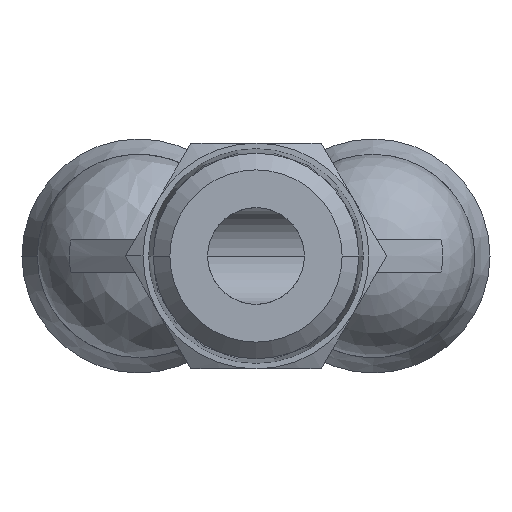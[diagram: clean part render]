
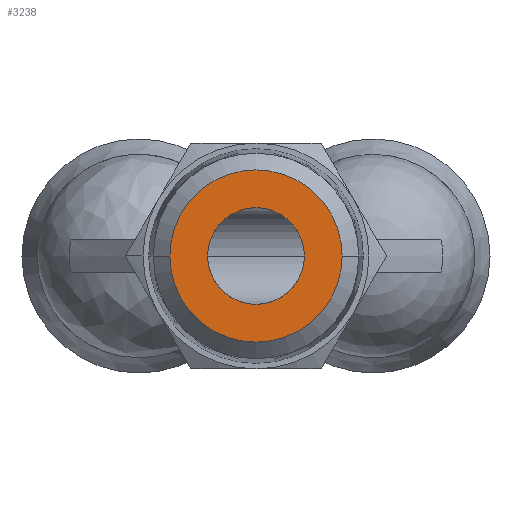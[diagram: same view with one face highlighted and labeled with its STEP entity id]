
A CAD part, front view. The second image highlights one B-rep face of the part: STEP entity #3238.
In plain terms, the highlighted planar face has unit normal (0, -1, 0).
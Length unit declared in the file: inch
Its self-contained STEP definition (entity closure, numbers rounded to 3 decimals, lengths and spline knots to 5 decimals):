
#49 = PLANE ( 'NONE',  #3249 ) ;
#198 = CIRCLE ( 'NONE', #732, 0.11811 ) ;
#277 = CARTESIAN_POINT ( 'NONE',  ( 0.21014, -0.62992, 0. ) ) ;
#608 = EDGE_CURVE ( 'NONE', #947, #2304, #198, .T. ) ;
#706 = ORIENTED_EDGE ( 'NONE', *, *, #608, .T. ) ;
#708 = CARTESIAN_POINT ( 'NONE',  ( 0.11811, -0.62992, 0. ) ) ;
#732 = AXIS2_PLACEMENT_3D ( 'NONE', #2745, #2547, #2522 ) ;
#861 = ORIENTED_EDGE ( 'NONE', *, *, #1101, .T. ) ;
#937 = CARTESIAN_POINT ( 'NONE',  ( 0., -0.62992, 0. ) ) ;
#947 = VERTEX_POINT ( 'NONE', #708 ) ;
#973 = CARTESIAN_POINT ( 'NONE',  ( 0., -0.62992, 0. ) ) ;
#1101 = EDGE_CURVE ( 'NONE', #1224, #2117, #3277, .T. ) ;
#1133 = AXIS2_PLACEMENT_3D ( 'NONE', #973, #2901, #1244 ) ;
#1199 = DIRECTION ( 'NONE',  ( -1., 0., 0. ) ) ;
#1224 = VERTEX_POINT ( 'NONE', #277 ) ;
#1244 = DIRECTION ( 'NONE',  ( -1., 0., 0. ) ) ;
#1326 = DIRECTION ( 'NONE',  ( 0., 1., 0. ) ) ;
#1403 = AXIS2_PLACEMENT_3D ( 'NONE', #937, #2859, #1199 ) ;
#1509 = FACE_OUTER_BOUND ( 'NONE', #2062, .T. ) ;
#1546 = FACE_BOUND ( 'NONE', #2207, .T. ) ;
#1560 = CARTESIAN_POINT ( 'NONE',  ( -0.11811, -0.62992, 0. ) ) ;
#1602 = CIRCLE ( 'NONE', #2575, 0.11811 ) ;
#1721 = ORIENTED_EDGE ( 'NONE', *, *, #3205, .T. ) ;
#1917 = DIRECTION ( 'NONE',  ( 1., 0., 0. ) ) ;
#2062 = EDGE_LOOP ( 'NONE', ( #2472, #861 ) ) ;
#2106 = EDGE_CURVE ( 'NONE', #2117, #1224, #2441, .T. ) ;
#2117 = VERTEX_POINT ( 'NONE', #3335 ) ;
#2207 = EDGE_LOOP ( 'NONE', ( #1721, #706 ) ) ;
#2304 = VERTEX_POINT ( 'NONE', #1560 ) ;
#2441 = CIRCLE ( 'NONE', #1403, 0.21014 ) ;
#2471 = DIRECTION ( 'NONE',  ( 0., -1., 0. ) ) ;
#2472 = ORIENTED_EDGE ( 'NONE', *, *, #2106, .T. ) ;
#2522 = DIRECTION ( 'NONE',  ( -1., 0., 0. ) ) ;
#2547 = DIRECTION ( 'NONE',  ( 0., 1., 0. ) ) ;
#2575 = AXIS2_PLACEMENT_3D ( 'NONE', #2970, #1326, #3224 ) ;
#2745 = CARTESIAN_POINT ( 'NONE',  ( 0., -0.62992, 0. ) ) ;
#2859 = DIRECTION ( 'NONE',  ( 0., -1., 0. ) ) ;
#2901 = DIRECTION ( 'NONE',  ( 0., -1., 0. ) ) ;
#2970 = CARTESIAN_POINT ( 'NONE',  ( 0., -0.62992, 0. ) ) ;
#2985 = CARTESIAN_POINT ( 'NONE',  ( -0.10507, -0.62992, 0. ) ) ;
#3205 = EDGE_CURVE ( 'NONE', #2304, #947, #1602, .T. ) ;
#3224 = DIRECTION ( 'NONE',  ( -1., 0., 0. ) ) ;
#3238 = ADVANCED_FACE ( 'NONE', ( #1546, #1509 ), #49, .T. ) ;
#3249 = AXIS2_PLACEMENT_3D ( 'NONE', #2985, #2471, #1917 ) ;
#3277 = CIRCLE ( 'NONE', #1133, 0.21014 ) ;
#3335 = CARTESIAN_POINT ( 'NONE',  ( -0.21014, -0.62992, 0. ) ) ;
